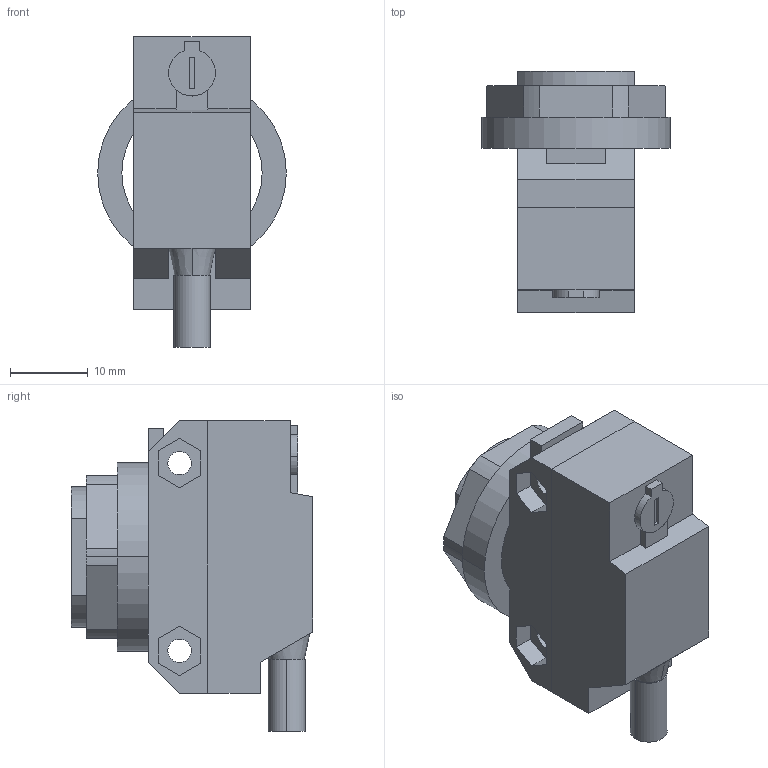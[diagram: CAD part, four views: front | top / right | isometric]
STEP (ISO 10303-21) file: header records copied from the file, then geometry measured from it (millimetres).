
FILE_DESCRIPTION((''),'2;1');
FILE_NAME('bannersensor.stp','2002-01-13T10:46:49',('Administrator'),(''),'Autodesk Inventor (tm) 3.0','Autodesk Inventor (tm) 3.0','');
FILE_SCHEMA(('CONFIG_CONTROL_DESIGN'));
Length unit declared in the file: millimetre
Products named in the file (8): bannersensor; bannersensor1; bannersensor2; bannersensor3; bannersensor4; bannersensor5; bannersensor6; bannersensor7
Assembly tree (7 placements, depth 2):
  bannersensor
    bannersensor1
    bannersensor2
    bannersensor3
    bannersensor4
    bannersensor5
    bannersensor6
    bannersensor7
Bounding box: 24.2 x 31 x 39.88 mm (x, y, z)
Volume: 13191.7 mm3; surface area: 7853 mm2
Topology: 8 solids, 8 shells, 140 faces, 345 edges, 230 vertices
Faces by surface type: plane 104, cylinder 34, cone 2
Entity records: 5168 total; most frequent: CARTESIAN_POINT 730, DIRECTION 727, ORIENTED_EDGE 690, EDGE_CURVE 345, VECTOR 273, LINE 273, VERTEX_POINT 230, AXIS2_PLACEMENT_3D 227
